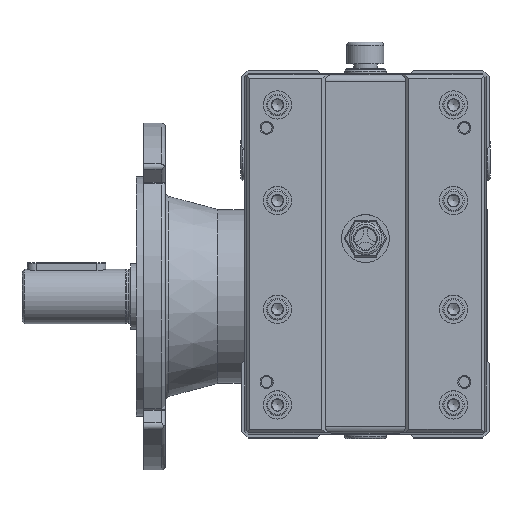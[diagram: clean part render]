
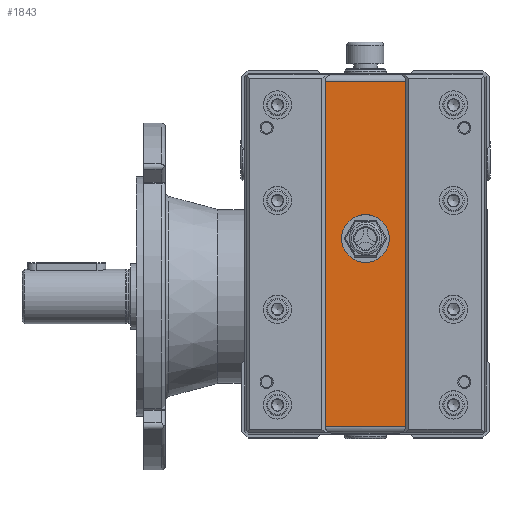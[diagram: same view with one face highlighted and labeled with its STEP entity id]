
A CAD part, top view. The second image highlights one B-rep face of the part: STEP entity #1843.
In plain terms, the highlighted planar face has unit normal (0, 0, 1).
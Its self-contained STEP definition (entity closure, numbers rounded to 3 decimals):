
#1843 = ADVANCED_FACE( '', ( #4471, #4472 ), #4473, .T. );
#4471 = FACE_OUTER_BOUND( '', #8038, .T. );
#4472 = FACE_BOUND( '', #8039, .T. );
#4473 = PLANE( '', #8040 );
#8038 = EDGE_LOOP( '', ( #13351, #13352, #13353, #13354 ) );
#8039 = EDGE_LOOP( '', ( #13355 ) );
#8040 = AXIS2_PLACEMENT_3D( '', #13356, #13357, #13358 );
#13351 = ORIENTED_EDGE( '', *, *, #19947, .F. );
#13352 = ORIENTED_EDGE( '', *, *, #19948, .F. );
#13353 = ORIENTED_EDGE( '', *, *, #19006, .F. );
#13354 = ORIENTED_EDGE( '', *, *, #19441, .F. );
#13355 = ORIENTED_EDGE( '', *, *, #19513, .F. );
#13356 = CARTESIAN_POINT( '', ( 63.683, -277.42, 131.5 ) );
#13357 = DIRECTION( '', ( 0., 0., 1. ) );
#13358 = DIRECTION( '', ( 0., -1., 0. ) );
#19006 = EDGE_CURVE( '', #22539, #22541, #22542, .T. );
#19441 = EDGE_CURVE( '', #23244, #22539, #23245, .T. );
#19513 = EDGE_CURVE( '', #23358, #23358, #23359, .T. );
#19947 = EDGE_CURVE( '', #23995, #23244, #23996, .T. );
#19948 = EDGE_CURVE( '', #22541, #23995, #23997, .T. );
#22539 = VERTEX_POINT( '', #28214 );
#22541 = VERTEX_POINT( '', #28216 );
#22542 = LINE( '', #28217, #28218 );
#23244 = VERTEX_POINT( '', #29616 );
#23245 = LINE( '', #29617, #29618 );
#23358 = VERTEX_POINT( '', #29779 );
#23359 = CIRCLE( '', #29780, 11. );
#23995 = VERTEX_POINT( '', #31055 );
#23996 = LINE( '', #31056, #31057 );
#23997 = LINE( '', #31058, #31059 );
#28214 = CARTESIAN_POINT( '', ( 76.398, -144.057, 131.5 ) );
#28216 = CARTESIAN_POINT( '', ( 113.398, -144.057, 131.5 ) );
#28217 = CARTESIAN_POINT( '', ( 149.898, -144.057, 131.5 ) );
#28218 = VECTOR( '', #35079, 1000. );
#29616 = CARTESIAN_POINT( '', ( 76.398, -302.901, 131.5 ) );
#29617 = CARTESIAN_POINT( '', ( 76.398, -307.479, 131.5 ) );
#29618 = VECTOR( '', #35636, 1000. );
#29779 = CARTESIAN_POINT( '', ( 105.898, -216.444, 131.5 ) );
#29780 = AXIS2_PLACEMENT_3D( '', #35727, #35728, #35729 );
#31055 = CARTESIAN_POINT( '', ( 113.398, -302.901, 131.5 ) );
#31056 = CARTESIAN_POINT( '', ( 149.898, -302.901, 131.5 ) );
#31057 = VECTOR( '', #36205, 1000. );
#31058 = CARTESIAN_POINT( '', ( 113.398, -307.479, 131.5 ) );
#31059 = VECTOR( '', #36206, 1000. );
#35079 = DIRECTION( '', ( 1., 0., 0. ) );
#35636 = DIRECTION( '', ( 0., 1., 0. ) );
#35727 = CARTESIAN_POINT( '', ( 94.898, -216.444, 131.5 ) );
#35728 = DIRECTION( '', ( 0., 0., 1. ) );
#35729 = DIRECTION( '', ( 1., 0., 0. ) );
#36205 = DIRECTION( '', ( -1., 0., 0. ) );
#36206 = DIRECTION( '', ( 0., -1., 0. ) );
